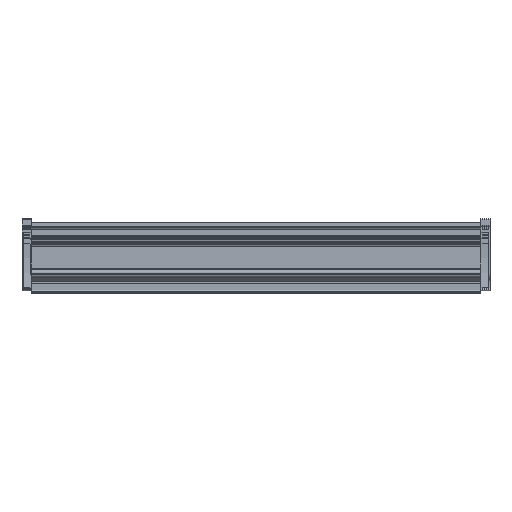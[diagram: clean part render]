
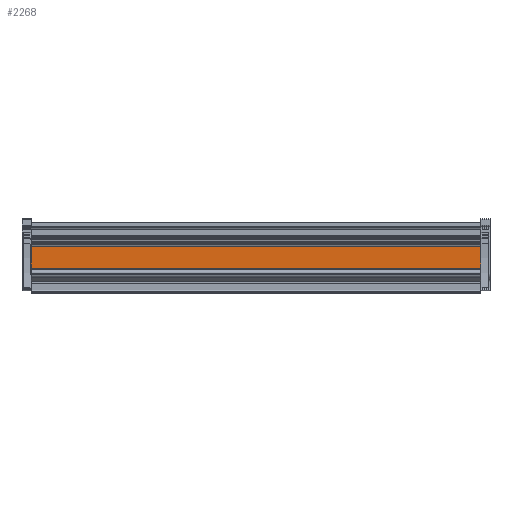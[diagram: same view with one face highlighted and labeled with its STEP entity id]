
A CAD part, top view. The second image highlights one B-rep face of the part: STEP entity #2268.
In plain terms, the highlighted planar face has unit normal (0, 0, 1).
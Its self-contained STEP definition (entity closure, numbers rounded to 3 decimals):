
#2241=AXIS2_PLACEMENT_3D('Plane Axis2P3D',#2238,#2239,#2240) ;
#2215=CARTESIAN_POINT('Vertex',(5.,26.05,12.298)) ;
#2218=CARTESIAN_POINT('Line Origine',(130.,26.05,12.298)) ;
#2222=CARTESIAN_POINT('Vertex',(255.,26.05,12.298)) ;
#2238=CARTESIAN_POINT('Axis2P3D Location',(5.,26.05,12.298)) ;
#2243=CARTESIAN_POINT('Line Origine',(5.,19.95,12.298)) ;
#2247=CARTESIAN_POINT('Vertex',(5.,13.85,12.298)) ;
#2250=CARTESIAN_POINT('Line Origine',(130.,13.85,12.298)) ;
#2254=CARTESIAN_POINT('Vertex',(255.,13.85,12.298)) ;
#2257=CARTESIAN_POINT('Line Origine',(255.,19.95,12.298)) ;
#2219=DIRECTION('Vector Direction',(1.,0.,0.)) ;
#2239=DIRECTION('Axis2P3D Direction',(-0.,0.,1.)) ;
#2240=DIRECTION('Axis2P3D XDirection',(0.,-1.,0.)) ;
#2244=DIRECTION('Vector Direction',(0.,-1.,0.)) ;
#2251=DIRECTION('Vector Direction',(1.,0.,0.)) ;
#2258=DIRECTION('Vector Direction',(0.,-1.,0.)) ;
#2220=VECTOR('Line Direction',#2219,1.) ;
#2245=VECTOR('Line Direction',#2244,1.) ;
#2252=VECTOR('Line Direction',#2251,1.) ;
#2259=VECTOR('Line Direction',#2258,1.) ;
#2263=ORIENTED_EDGE('',*,*,#2224,.F.) ;
#2264=ORIENTED_EDGE('',*,*,#2249,.T.) ;
#2265=ORIENTED_EDGE('',*,*,#2256,.T.) ;
#2266=ORIENTED_EDGE('',*,*,#2261,.F.) ;
#2268=ADVANCED_FACE('EINSATZPROFIL',(#2267),#2242,.T.) ;
#2224=EDGE_CURVE('',#2216,#2223,#2221,.T.) ;
#2249=EDGE_CURVE('',#2216,#2248,#2246,.T.) ;
#2256=EDGE_CURVE('',#2248,#2255,#2253,.T.) ;
#2261=EDGE_CURVE('',#2223,#2255,#2260,.T.) ;
#2262=EDGE_LOOP('',(#2263,#2264,#2265,#2266)) ;
#2267=FACE_OUTER_BOUND('',#2262,.T.) ;
#2221=LINE('Line',#2218,#2220) ;
#2246=LINE('Line',#2243,#2245) ;
#2253=LINE('Line',#2250,#2252) ;
#2260=LINE('Line',#2257,#2259) ;
#2242=PLANE('',#2241) ;
#2216=VERTEX_POINT('',#2215) ;
#2223=VERTEX_POINT('',#2222) ;
#2248=VERTEX_POINT('',#2247) ;
#2255=VERTEX_POINT('',#2254) ;
